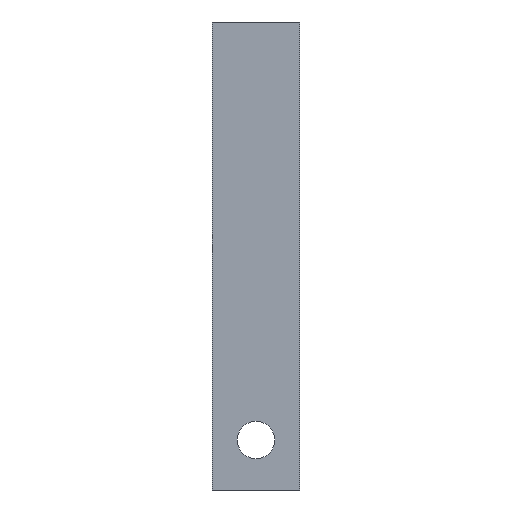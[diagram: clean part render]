
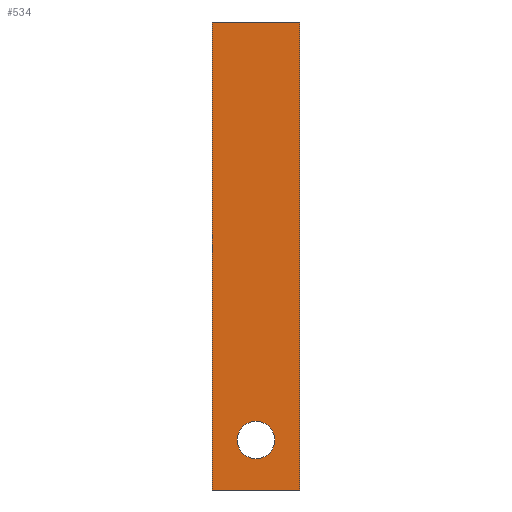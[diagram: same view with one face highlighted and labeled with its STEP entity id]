
A CAD part, front view. The second image highlights one B-rep face of the part: STEP entity #534.
In plain terms, the highlighted planar face has unit normal (0, -1, 0).
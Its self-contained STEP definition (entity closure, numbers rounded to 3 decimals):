
#21 = DIRECTION ( 'NONE',  ( 0., 0., -1. ) ) ;
#27 = ORIENTED_EDGE ( 'NONE', *, *, #245, .F. ) ;
#43 = VERTEX_POINT ( 'NONE', #56 ) ;
#48 = FACE_OUTER_BOUND ( 'NONE', #54, .T. ) ;
#54 = EDGE_LOOP ( 'NONE', ( #281, #493, #304, #237 ) ) ;
#55 = CARTESIAN_POINT ( 'NONE',  ( 7., 0., 0. ) ) ;
#56 = CARTESIAN_POINT ( 'NONE',  ( -7., 0., -75. ) ) ;
#67 = VERTEX_POINT ( 'NONE', #112 ) ;
#83 = DIRECTION ( 'NONE',  ( 0., 0., 1. ) ) ;
#86 = DIRECTION ( 'NONE',  ( -1., 0., 0. ) ) ;
#92 = VERTEX_POINT ( 'NONE', #100 ) ;
#100 = CARTESIAN_POINT ( 'NONE',  ( -7., 0., 0. ) ) ;
#102 = AXIS2_PLACEMENT_3D ( 'NONE', #337, #211, #161 ) ;
#112 = CARTESIAN_POINT ( 'NONE',  ( 0., 0., -64. ) ) ;
#117 = EDGE_CURVE ( 'NONE', #67, #326, #504, .T. ) ;
#118 = CARTESIAN_POINT ( 'NONE',  ( 7., 0., -75. ) ) ;
#122 = VERTEX_POINT ( 'NONE', #127 ) ;
#127 = CARTESIAN_POINT ( 'NONE',  ( 7., 0., 0. ) ) ;
#130 = FACE_BOUND ( 'NONE', #301, .T. ) ;
#145 = LINE ( 'NONE', #401, #428 ) ;
#151 = DIRECTION ( 'NONE',  ( 0., 0., -1. ) ) ;
#160 = AXIS2_PLACEMENT_3D ( 'NONE', #392, #208, #83 ) ;
#161 = DIRECTION ( 'NONE',  ( 0., 0., 1. ) ) ;
#165 = DIRECTION ( 'NONE',  ( 0., 0., 1. ) ) ;
#174 = PLANE ( 'NONE',  #160 ) ;
#181 = CARTESIAN_POINT ( 'NONE',  ( 7., 0., 0. ) ) ;
#184 = VECTOR ( 'NONE', #289, 1000. ) ;
#201 = CIRCLE ( 'NONE', #422, 3. ) ;
#208 = DIRECTION ( 'NONE',  ( 0., 1., 0. ) ) ;
#211 = DIRECTION ( 'NONE',  ( 0., -1., 0. ) ) ;
#219 = CARTESIAN_POINT ( 'NONE',  ( 7., 0., -75. ) ) ;
#223 = ORIENTED_EDGE ( 'NONE', *, *, #117, .F. ) ;
#228 = EDGE_CURVE ( 'NONE', #404, #43, #459, .T. ) ;
#237 = ORIENTED_EDGE ( 'NONE', *, *, #477, .F. ) ;
#245 = EDGE_CURVE ( 'NONE', #326, #67, #201, .T. ) ;
#281 = ORIENTED_EDGE ( 'NONE', *, *, #348, .T. ) ;
#289 = DIRECTION ( 'NONE',  ( -1., 0., 0. ) ) ;
#293 = DIRECTION ( 'NONE',  ( 0., -1., 0. ) ) ;
#301 = EDGE_LOOP ( 'NONE', ( #223, #27 ) ) ;
#304 = ORIENTED_EDGE ( 'NONE', *, *, #228, .F. ) ;
#326 = VERTEX_POINT ( 'NONE', #397 ) ;
#337 = CARTESIAN_POINT ( 'NONE',  ( 0., 0., -67. ) ) ;
#348 = EDGE_CURVE ( 'NONE', #122, #92, #431, .T. ) ;
#392 = CARTESIAN_POINT ( 'NONE',  ( 7., 0., 0. ) ) ;
#397 = CARTESIAN_POINT ( 'NONE',  ( 0., 0., -70. ) ) ;
#401 = CARTESIAN_POINT ( 'NONE',  ( -7., 0., 0. ) ) ;
#404 = VERTEX_POINT ( 'NONE', #219 ) ;
#405 = LINE ( 'NONE', #55, #546 ) ;
#422 = AXIS2_PLACEMENT_3D ( 'NONE', #542, #293, #165 ) ;
#428 = VECTOR ( 'NONE', #21, 1000. ) ;
#431 = LINE ( 'NONE', #181, #536 ) ;
#442 = EDGE_CURVE ( 'NONE', #92, #43, #145, .T. ) ;
#459 = LINE ( 'NONE', #118, #184 ) ;
#477 = EDGE_CURVE ( 'NONE', #122, #404, #405, .T. ) ;
#493 = ORIENTED_EDGE ( 'NONE', *, *, #442, .T. ) ;
#504 = CIRCLE ( 'NONE', #102, 3. ) ;
#534 = ADVANCED_FACE ( 'NONE', ( #130, #48 ), #174, .F. ) ;
#536 = VECTOR ( 'NONE', #86, 1000. ) ;
#542 = CARTESIAN_POINT ( 'NONE',  ( 0., 0., -67. ) ) ;
#546 = VECTOR ( 'NONE', #151, 1000. ) ;
